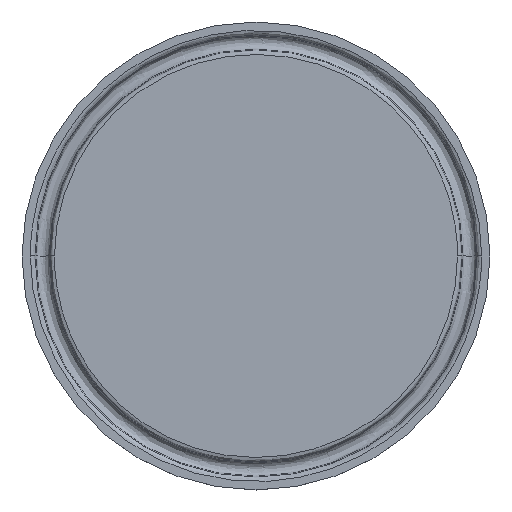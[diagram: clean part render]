
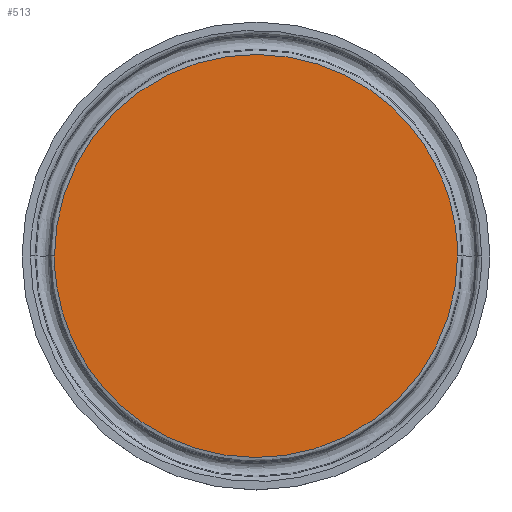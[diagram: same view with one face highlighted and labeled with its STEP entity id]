
A CAD part, top view. The second image highlights one B-rep face of the part: STEP entity #513.
In plain terms, the highlighted planar face has unit normal (0, 0, 1).
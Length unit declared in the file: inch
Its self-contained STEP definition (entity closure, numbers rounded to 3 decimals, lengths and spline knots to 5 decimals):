
#23 = AXIS2_PLACEMENT_3D ( 'NONE', #352, #674, #248 ) ;
#32 = CARTESIAN_POINT ( 'NONE',  ( -1.31213, 0., 0. ) ) ;
#38 = CARTESIAN_POINT ( 'NONE',  ( -1.31213, -2.62426, 0. ) ) ;
#52 = CARTESIAN_POINT ( 'NONE',  ( 1.31213, 0., 0. ) ) ;
#55 = CARTESIAN_POINT ( 'NONE',  ( 1.31213, -2.62426, 0. ) ) ;
#111 = ORIENTED_EDGE ( 'NONE', *, *, #387, .F. ) ;
#117 = EDGE_CURVE ( 'NONE', #272, #356, #328, .T. ) ;
#119 =( BOUNDED_CURVE ( )  B_SPLINE_CURVE ( 3, ( #52, #55, #38, #32 ),
 .UNSPECIFIED., .F., .T. ) 
 B_SPLINE_CURVE_WITH_KNOTS ( ( 4, 4 ),
 ( 0., 1. ),
 .UNSPECIFIED. ) 
 CURVE ( )  GEOMETRIC_REPRESENTATION_ITEM ( )  RATIONAL_B_SPLINE_CURVE ( ( 1., 0.333, 0.333, 1. ) ) 
 REPRESENTATION_ITEM ( '' )  );
#133 = FACE_OUTER_BOUND ( 'NONE', #418, .T. ) ;
#169 = ORIENTED_EDGE ( 'NONE', *, *, #117, .F. ) ;
#227 = CARTESIAN_POINT ( 'NONE',  ( 1.31213, 0., 0. ) ) ;
#238 = CARTESIAN_POINT ( 'NONE',  ( 1.31213, 2.62426, 0. ) ) ;
#248 = DIRECTION ( 'NONE',  ( -1., 0., 0. ) ) ;
#262 = CARTESIAN_POINT ( 'NONE',  ( 1.31213, 0., 0. ) ) ;
#265 = CARTESIAN_POINT ( 'NONE',  ( -1.31213, 0., 0. ) ) ;
#272 = VERTEX_POINT ( 'NONE', #337 ) ;
#299 = PLANE ( 'NONE',  #23 ) ;
#328 =( BOUNDED_CURVE ( )  B_SPLINE_CURVE ( 3, ( #265, #552, #238, #262 ),
 .UNSPECIFIED., .F., .F. ) 
 B_SPLINE_CURVE_WITH_KNOTS ( ( 4, 4 ),
 ( 0., 1. ),
 .UNSPECIFIED. ) 
 CURVE ( )  GEOMETRIC_REPRESENTATION_ITEM ( )  RATIONAL_B_SPLINE_CURVE ( ( 1., 0.333, 0.333, 1. ) ) 
 REPRESENTATION_ITEM ( '' )  );
#337 = CARTESIAN_POINT ( 'NONE',  ( -1.31213, 0., 0. ) ) ;
#352 = CARTESIAN_POINT ( 'NONE',  ( 0., 1.185, 0. ) ) ;
#356 = VERTEX_POINT ( 'NONE', #227 ) ;
#387 = EDGE_CURVE ( 'NONE', #356, #272, #119, .T. ) ;
#418 = EDGE_LOOP ( 'NONE', ( #111, #169 ) ) ;
#513 = ADVANCED_FACE ( 'NONE', ( #133 ), #299, .F. ) ;
#552 = CARTESIAN_POINT ( 'NONE',  ( -1.31213, 2.62426, 0. ) ) ;
#674 = DIRECTION ( 'NONE',  ( 0., 0., -1. ) ) ;
